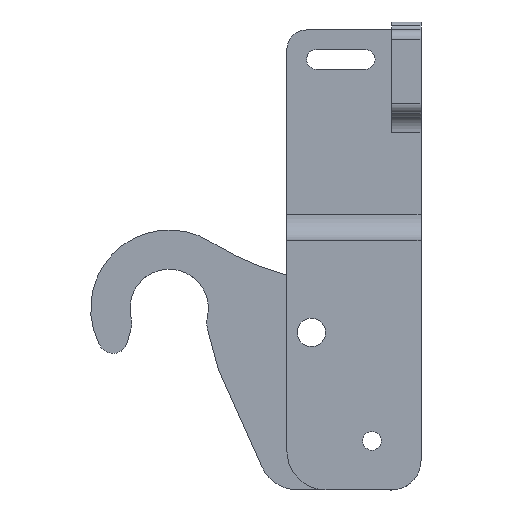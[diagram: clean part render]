
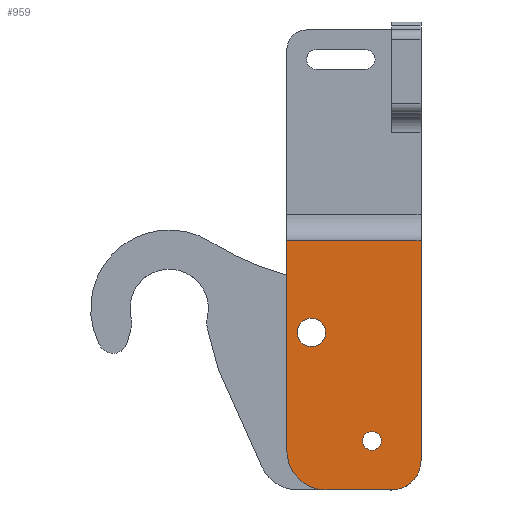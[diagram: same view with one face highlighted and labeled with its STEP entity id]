
A CAD part, top view. The second image highlights one B-rep face of the part: STEP entity #959.
In plain terms, the highlighted planar face has unit normal (0, 0, 1).
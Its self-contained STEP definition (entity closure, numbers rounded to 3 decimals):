
#27=FACE_BOUND('',#143,.T.);
#28=FACE_BOUND('',#144,.T.);
#46=PLANE('',#1062);
#87=FACE_OUTER_BOUND('',#142,.T.);
#142=EDGE_LOOP('',(#830,#831,#832,#833,#834,#835));
#143=EDGE_LOOP('',(#836));
#144=EDGE_LOOP('',(#837));
#166=LINE('',#1404,#253);
#223=LINE('',#1602,#310);
#230=LINE('',#1681,#317);
#231=LINE('',#1685,#318);
#253=VECTOR('',#1116,10.);
#310=VECTOR('',#1291,10.);
#317=VECTOR('',#1312,10.);
#318=VECTOR('',#1315,10.);
#373=CIRCLE('',#1063,4.);
#374=CIRCLE('',#1064,3.);
#375=CIRCLE('',#1065,0.95);
#376=CIRCLE('',#1066,1.45);
#396=VERTEX_POINT('',#1401);
#397=VERTEX_POINT('',#1403);
#458=VERTEX_POINT('',#1599);
#459=VERTEX_POINT('',#1601);
#465=VERTEX_POINT('',#1682);
#466=VERTEX_POINT('',#1684);
#467=VERTEX_POINT('',#1687);
#468=VERTEX_POINT('',#1689);
#492=EDGE_CURVE('',#397,#396,#166,.T.);
#582=EDGE_CURVE('',#459,#458,#223,.F.);
#594=EDGE_CURVE('',#459,#396,#230,.F.);
#595=EDGE_CURVE('',#465,#458,#373,.T.);
#596=EDGE_CURVE('',#466,#465,#231,.T.);
#597=EDGE_CURVE('',#397,#466,#374,.T.);
#598=EDGE_CURVE('',#467,#467,#375,.T.);
#599=EDGE_CURVE('',#468,#468,#376,.T.);
#830=ORIENTED_EDGE('',*,*,#594,.F.);
#831=ORIENTED_EDGE('',*,*,#582,.T.);
#832=ORIENTED_EDGE('',*,*,#595,.F.);
#833=ORIENTED_EDGE('',*,*,#596,.F.);
#834=ORIENTED_EDGE('',*,*,#597,.F.);
#835=ORIENTED_EDGE('',*,*,#492,.T.);
#836=ORIENTED_EDGE('',*,*,#598,.T.);
#837=ORIENTED_EDGE('',*,*,#599,.F.);
#959=ADVANCED_FACE('',(#87,#27,#28),#46,.F.);
#1062=AXIS2_PLACEMENT_3D('',#1680,#1310,#1311);
#1063=AXIS2_PLACEMENT_3D('',#1683,#1313,#1314);
#1064=AXIS2_PLACEMENT_3D('',#1686,#1316,#1317);
#1065=AXIS2_PLACEMENT_3D('',#1688,#1318,#1319);
#1066=AXIS2_PLACEMENT_3D('',#1690,#1320,#1321);
#1116=DIRECTION('',(0.,1.,0.));
#1291=DIRECTION('',(0.,1.,0.));
#1310=DIRECTION('center_axis',(0.,0.,
-1.));
#1311=DIRECTION('ref_axis',(0.,1.,0.));
#1312=DIRECTION('',(-1.,0.,0.));
#1313=DIRECTION('center_axis',(0.,0.,
-1.));
#1314=DIRECTION('ref_axis',(-0.707,-0.707,0.));
#1315=DIRECTION('',(-1.,0.,0.));
#1316=DIRECTION('center_axis',(0.,0.,
-1.));
#1317=DIRECTION('ref_axis',(0.707,-0.707,0.));
#1318=DIRECTION('center_axis',(0.,0.,
-1.));
#1319=DIRECTION('ref_axis',(-1.,0.,0.));
#1320=DIRECTION('center_axis',(0.,0.,
1.));
#1321=DIRECTION('ref_axis',(-1.,0.,0.));
#1401=CARTESIAN_POINT('',(43.398,6.246,-3.019));
#1403=CARTESIAN_POINT('',(43.398,-16.162,-3.019));
#1404=CARTESIAN_POINT('',(43.398,-10.099,-3.019));
#1599=CARTESIAN_POINT('',(29.718,-15.162,-3.019));
#1601=CARTESIAN_POINT('',(29.718,6.246,-3.019));
#1602=CARTESIAN_POINT('',(29.718,-6.102,-3.019));
#1680=CARTESIAN_POINT('Origin',(14.218,-13.45,-3.019));
#1681=CARTESIAN_POINT('',(20.388,6.246,-3.019));
#1682=CARTESIAN_POINT('',(33.718,-19.162,-3.019));
#1683=CARTESIAN_POINT('Origin',(33.718,-15.162,-3.019));
#1684=CARTESIAN_POINT('',(40.398,-19.162,-3.019));
#1685=CARTESIAN_POINT('',(47.661,-19.162,-3.019));
#1686=CARTESIAN_POINT('Origin',(40.398,-16.162,-3.019));
#1687=CARTESIAN_POINT('',(39.348,-14.162,-3.019));
#1688=CARTESIAN_POINT('Origin',(38.398,-14.162,-3.019));
#1689=CARTESIAN_POINT('',(33.668,-3.104,-3.019));
#1690=CARTESIAN_POINT('Origin',(32.218,-3.104,-3.019));
